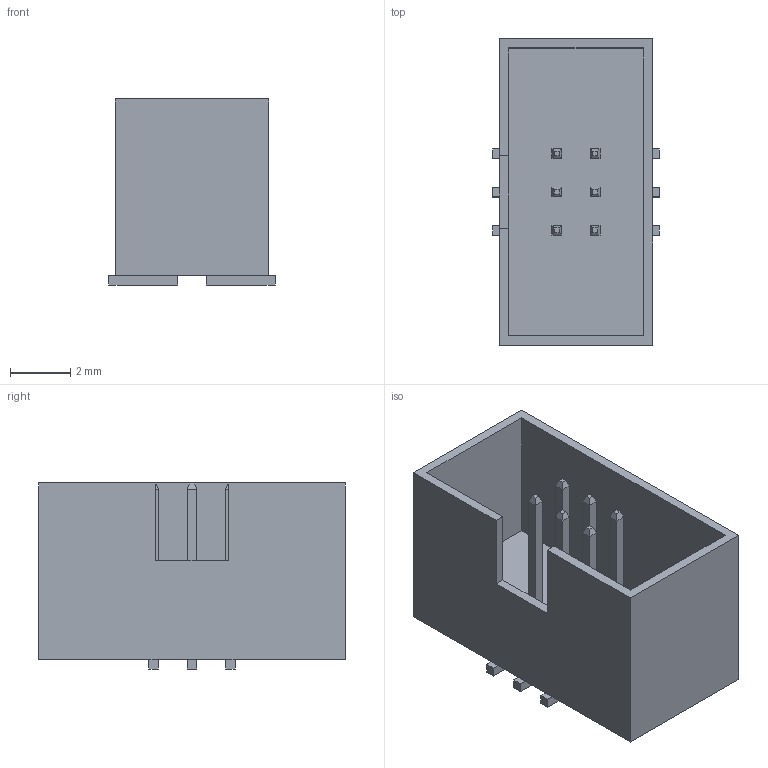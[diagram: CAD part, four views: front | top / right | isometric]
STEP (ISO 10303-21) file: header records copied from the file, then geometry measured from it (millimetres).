
FILE_DESCRIPTION(/* description */ (''),/* implementation_level */ '2;1');
FILE_NAME(/* name */ 'DC3_6P_0.05 v1.step',/* time_stamp */ '2021-05-08T16:45:44+02:00',/* author */ (''),/* organization */ (''),/* preprocessor_version */ 'ST-DEVELOPER v18.1',/* originating_system */ 'Autodesk Translation Framework v9.10.0.1330',/* authorisation */ '');
FILE_SCHEMA (('AUTOMOTIVE_DESIGN { 1 0 10303 214 3 1 1 }'));
Length unit declared in the file: millimetre
Products named in the file (2): DC3_6P_0.05; Model
Assembly tree (1 placements, depth 2):
  DC3_6P_0.05
    Model
Bounding box: 5.5 x 10.16 x 6.16 mm (x, y, z)
Volume: 110.9 mm3; surface area: 462.1 mm2
Topology: 13 solids, 13 shells, 110 faces, 228 edges, 144 vertices
Faces by surface type: plane 110
Entity records: 2875 total; most frequent: CARTESIAN_POINT 485, ORIENTED_EDGE 456, DIRECTION 454, LINE 228, VECTOR 228, EDGE_CURVE 228, VERTEX_POINT 144, AXIS2_PLACEMENT_3D 113
